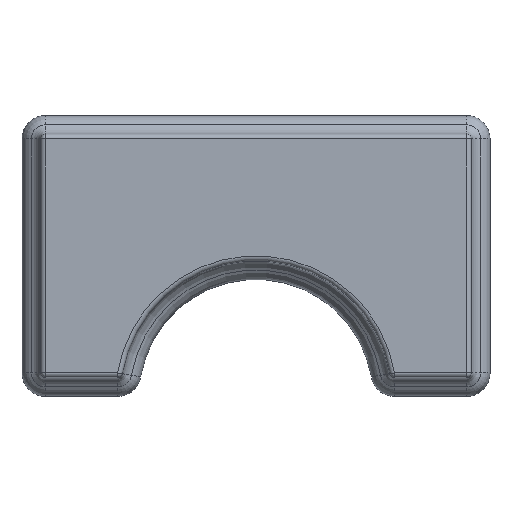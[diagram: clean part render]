
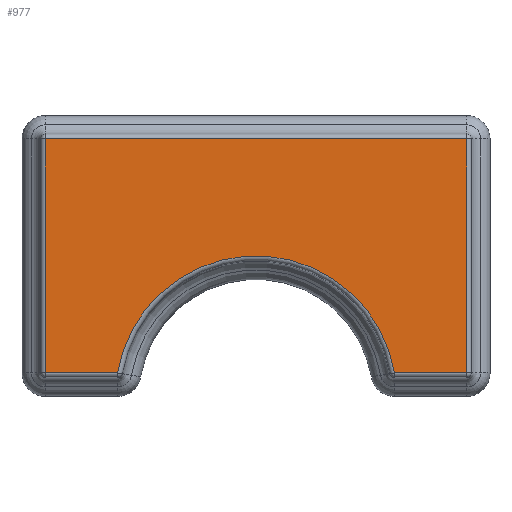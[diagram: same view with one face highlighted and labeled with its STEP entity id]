
A CAD part, top view. The second image highlights one B-rep face of the part: STEP entity #977.
In plain terms, the highlighted planar face has unit normal (0, 0, 1).
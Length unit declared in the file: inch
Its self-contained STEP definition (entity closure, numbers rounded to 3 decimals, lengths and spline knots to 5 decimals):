
#921=CARTESIAN_POINT('',(-2.95804,-2.5,0.5));
#922=DIRECTION('',(0.0,0.0,1.0));
#923=DIRECTION('',(1.0,0.0,0.0));
#924=AXIS2_PLACEMENT_3D('',#921,#922,#923);
#925=PLANE('',#924);
#926=CARTESIAN_POINT('',(2.95804,-2.5,0.5));
#927=VERTEX_POINT('',#926);
#928=CARTESIAN_POINT('',(4.5,-2.5,0.5));
#929=VERTEX_POINT('',#928);
#930=CARTESIAN_POINT('',(4.5,-2.5,0.5));
#931=DIRECTION('',(1.0,0.0,0.0));
#932=VECTOR('',#931,1.0);
#933=LINE('',#930,#932);
#934=EDGE_CURVE('',#927,#929,#933,.T.);
#935=ORIENTED_EDGE('',*,*,#934,.T.);
#936=CARTESIAN_POINT('',(4.5,2.5,0.5));
#937=VERTEX_POINT('',#936);
#938=CARTESIAN_POINT('',(4.5,2.5,0.5));
#939=DIRECTION('',(0.0,1.0,0.0));
#940=VECTOR('',#939,1.0);
#941=LINE('',#938,#940);
#942=EDGE_CURVE('',#929,#937,#941,.T.);
#943=ORIENTED_EDGE('',*,*,#942,.T.);
#944=CARTESIAN_POINT('',(-4.5,2.5,0.5));
#945=VERTEX_POINT('',#944);
#946=CARTESIAN_POINT('',(-4.5,2.5,0.5));
#947=DIRECTION('',(-1.0,0.0,0.0));
#948=VECTOR('',#947,1.0);
#949=LINE('',#946,#948);
#950=EDGE_CURVE('',#937,#945,#949,.T.);
#951=ORIENTED_EDGE('',*,*,#950,.T.);
#952=CARTESIAN_POINT('',(-4.5,-2.5,0.5));
#953=VERTEX_POINT('',#952);
#954=CARTESIAN_POINT('',(-4.5,-2.5,0.5));
#955=DIRECTION('',(0.0,-1.0,0.0));
#956=VECTOR('',#955,1.0);
#957=LINE('',#954,#956);
#958=EDGE_CURVE('',#945,#953,#957,.T.);
#959=ORIENTED_EDGE('',*,*,#958,.T.);
#960=CARTESIAN_POINT('',(-2.95804,-2.5,0.5));
#961=VERTEX_POINT('',#960);
#962=CARTESIAN_POINT('',(-2.95804,-2.5,0.5));
#963=DIRECTION('',(-1.0,0.0,0.0));
#964=VECTOR('',#963,1.0);
#965=LINE('',#962,#964);
#966=EDGE_CURVE('',#953,#961,#965,.F.);
#967=ORIENTED_EDGE('',*,*,#966,.T.);
#968=CARTESIAN_POINT('',(0.0,-3.0,0.5));
#969=DIRECTION('',(0.0,0.0,1.0));
#970=DIRECTION('',(1.0,0.0,0.0));
#971=AXIS2_PLACEMENT_3D('',#968,#969,#970);
#972=CIRCLE('',#971,3.0);
#973=EDGE_CURVE('',#961,#927,#972,.F.);
#974=ORIENTED_EDGE('',*,*,#973,.T.);
#975=EDGE_LOOP('',(#935,#943,#951,#959,#967,#974));
#976=FACE_OUTER_BOUND('',#975,.T.);
#977=ADVANCED_FACE('',(#976),#925,.T.);
